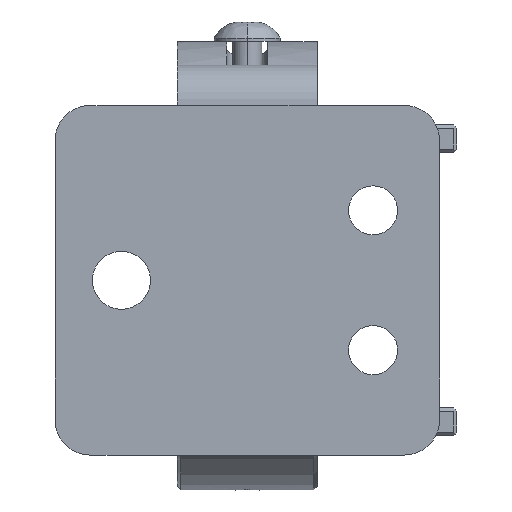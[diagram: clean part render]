
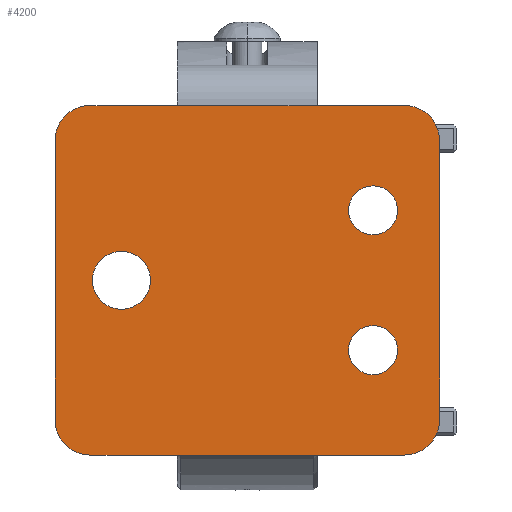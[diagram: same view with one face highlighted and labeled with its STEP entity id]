
A CAD part, left-side view. The second image highlights one B-rep face of the part: STEP entity #4200.
In plain terms, the highlighted planar face has unit normal (-1, 0, 0).
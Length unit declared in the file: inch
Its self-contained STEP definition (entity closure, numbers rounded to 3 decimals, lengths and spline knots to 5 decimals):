
#1047=DIRECTION('',(0.,-1.,0.));
#1048=VECTOR('',#1047,0.49213);
#1049=CARTESIAN_POINT('',(0.,-1.47638,0.));
#1050=LINE('',#1049,#1048);
#1051=CARTESIAN_POINT('',(0.,-1.9685,-0.19685));
#1052=DIRECTION('',(1.,0.,0.));
#1053=DIRECTION('',(0.,0.,1.));
#1054=AXIS2_PLACEMENT_3D('',#1051,#1052,#1053);
#1056=DIRECTION('',(0.,0.,-1.));
#1057=VECTOR('',#1056,1.5748);
#1058=CARTESIAN_POINT('',(0.,-2.16535,-0.19685));
#1059=LINE('',#1058,#1057);
#1060=CARTESIAN_POINT('',(0.,-1.9685,-1.77165));
#1061=DIRECTION('',(1.,0.,0.));
#1062=DIRECTION('',(0.,-1.,0.));
#1063=AXIS2_PLACEMENT_3D('',#1060,#1061,#1062);
#1065=DIRECTION('',(0.,1.,0.));
#1066=VECTOR('',#1065,1.77165);
#1067=CARTESIAN_POINT('',(0.,-1.9685,-1.9685));
#1068=LINE('',#1067,#1066);
#1069=CARTESIAN_POINT('',(0.,-0.19685,-1.77165));
#1070=DIRECTION('',(1.,0.,0.));
#1071=DIRECTION('',(0.,0.,-1.));
#1072=AXIS2_PLACEMENT_3D('',#1069,#1070,#1071);
#1074=DIRECTION('',(0.,0.,1.));
#1075=VECTOR('',#1074,1.5748);
#1076=CARTESIAN_POINT('',(0.,0.,-1.77165));
#1077=LINE('',#1076,#1075);
#1078=CARTESIAN_POINT('',(0.,-0.19685,-0.19685));
#1079=DIRECTION('',(1.,0.,0.));
#1080=DIRECTION('',(0.,1.,0.));
#1081=AXIS2_PLACEMENT_3D('',#1078,#1079,#1080);
#1083=DIRECTION('',(0.,-1.,0.));
#1084=VECTOR('',#1083,0.49213);
#1085=CARTESIAN_POINT('',(0.,-0.19685,0.));
#1086=LINE('',#1085,#1084);
#1087=CARTESIAN_POINT('',(0.,-1.79134,-0.59055));
#1088=DIRECTION('',(1.,0.,0.));
#1089=DIRECTION('',(0.,0.,-1.));
#1090=AXIS2_PLACEMENT_3D('',#1087,#1088,#1089);
#1092=CARTESIAN_POINT('',(0.,-1.79134,-0.59055));
#1093=DIRECTION('',(1.,0.,0.));
#1094=DIRECTION('',(0.,0.,1.));
#1095=AXIS2_PLACEMENT_3D('',#1092,#1093,#1094);
#1097=CARTESIAN_POINT('',(0.,-1.79134,-1.37795));
#1098=DIRECTION('',(1.,0.,0.));
#1099=DIRECTION('',(0.,0.,-1.));
#1100=AXIS2_PLACEMENT_3D('',#1097,#1098,#1099);
#1102=CARTESIAN_POINT('',(0.,-1.79134,-1.37795));
#1103=DIRECTION('',(1.,0.,0.));
#1104=DIRECTION('',(0.,0.,1.));
#1105=AXIS2_PLACEMENT_3D('',#1102,#1103,#1104);
#1107=CARTESIAN_POINT('',(0.,-0.37402,-0.98425));
#1108=DIRECTION('',(1.,0.,0.));
#1109=DIRECTION('',(0.,0.,-1.));
#1110=AXIS2_PLACEMENT_3D('',#1107,#1108,#1109);
#1112=CARTESIAN_POINT('',(0.,-0.37402,-0.98425));
#1113=DIRECTION('',(1.,0.,0.));
#1114=DIRECTION('',(0.,0.,1.));
#1115=AXIS2_PLACEMENT_3D('',#1112,#1113,#1114);
#1117=DIRECTION('',(0.,-1.,0.));
#1118=VECTOR('',#1117,0.7874);
#1119=CARTESIAN_POINT('',(0.,-0.68898,0.));
#1120=LINE('',#1119,#1118);
#2565=CARTESIAN_POINT('',(0.,0.,-1.77165));
#2566=CARTESIAN_POINT('',(0.,0.,-0.19685));
#2567=VERTEX_POINT('',#2565);
#2568=VERTEX_POINT('',#2566);
#2569=CARTESIAN_POINT('',(0.,-2.16535,-0.19685));
#2570=CARTESIAN_POINT('',(0.,-2.16535,-1.77165));
#2571=VERTEX_POINT('',#2569);
#2572=VERTEX_POINT('',#2570);
#2573=CARTESIAN_POINT('',(0.,-1.9685,-1.9685));
#2574=CARTESIAN_POINT('',(0.,-0.19685,-1.9685));
#2575=VERTEX_POINT('',#2573);
#2576=VERTEX_POINT('',#2574);
#2578=CARTESIAN_POINT('',(0.,-1.9685,0.));
#2580=VERTEX_POINT('',#2578);
#2583=CARTESIAN_POINT('',(0.,-0.19685,0.));
#2584=VERTEX_POINT('',#2583);
#2597=CARTESIAN_POINT('',(0.,-0.37402,-1.14764));
#2598=CARTESIAN_POINT('',(0.,-0.37402,-0.82087));
#2599=VERTEX_POINT('',#2597);
#2600=VERTEX_POINT('',#2598);
#2601=CARTESIAN_POINT('',(0.,-1.79134,-1.51575));
#2602=CARTESIAN_POINT('',(0.,-1.79134,-1.24016));
#2603=VERTEX_POINT('',#2601);
#2604=VERTEX_POINT('',#2602);
#2605=CARTESIAN_POINT('',(0.,-1.79134,-0.72835));
#2606=CARTESIAN_POINT('',(0.,-1.79134,-0.45276));
#2607=VERTEX_POINT('',#2605);
#2608=VERTEX_POINT('',#2606);
#2621=CARTESIAN_POINT('',(0.,-0.68898,0.));
#2623=VERTEX_POINT('',#2621);
#2627=CARTESIAN_POINT('',(0.,-1.47638,0.));
#2629=VERTEX_POINT('',#2627);
#4164=CARTESIAN_POINT('',(0.,0.,-1.9685));
#4165=DIRECTION('',(1.,0.,0.));
#4166=DIRECTION('',(0.,0.,1.));
#4167=AXIS2_PLACEMENT_3D('',#4164,#4165,#4166);
#4168=PLANE('',#4167);
#4170=ORIENTED_EDGE('',*,*,#4169,.T.);
#4171=ORIENTED_EDGE('',*,*,#4047,.T.);
#4172=ORIENTED_EDGE('',*,*,#4061,.T.);
#4173=ORIENTED_EDGE('',*,*,#4075,.T.);
#4174=ORIENTED_EDGE('',*,*,#4089,.T.);
#4175=ORIENTED_EDGE('',*,*,#4103,.T.);
#4176=ORIENTED_EDGE('',*,*,#4117,.T.);
#4177=ORIENTED_EDGE('',*,*,#4131,.T.);
#4178=ORIENTED_EDGE('',*,*,#4145,.T.);
#4179=ORIENTED_EDGE('',*,*,#4158,.T.);
#4180=EDGE_LOOP('',(#4170,#4171,#4172,#4173,#4174,#4175,#4176,#4177,#4178,
#4179));
#4181=FACE_OUTER_BOUND('',#4180,.F.);
#4183=ORIENTED_EDGE('',*,*,#4182,.F.);
#4185=ORIENTED_EDGE('',*,*,#4184,.F.);
#4186=EDGE_LOOP('',(#4183,#4185));
#4187=FACE_BOUND('',#4186,.F.);
#4189=ORIENTED_EDGE('',*,*,#4188,.F.);
#4191=ORIENTED_EDGE('',*,*,#4190,.F.);
#4192=EDGE_LOOP('',(#4189,#4191));
#4193=FACE_BOUND('',#4192,.F.);
#4195=ORIENTED_EDGE('',*,*,#4194,.F.);
#4197=ORIENTED_EDGE('',*,*,#4196,.F.);
#4198=EDGE_LOOP('',(#4195,#4197));
#4199=FACE_BOUND('',#4198,.F.);
#4200=ADVANCED_FACE('',(#4181,#4187,#4193,#4199),#4168,.F.);
#1055=CIRCLE('',#1054,0.19685);
#1064=CIRCLE('',#1063,0.19685);
#1073=CIRCLE('',#1072,0.19685);
#1082=CIRCLE('',#1081,0.19685);
#1091=CIRCLE('',#1090,0.1378);
#1096=CIRCLE('',#1095,0.1378);
#1101=CIRCLE('',#1100,0.1378);
#1106=CIRCLE('',#1105,0.1378);
#1111=CIRCLE('',#1110,0.16339);
#1116=CIRCLE('',#1115,0.16339);
#4047=EDGE_CURVE('',#2629,#2580,#1050,.T.);
#4061=EDGE_CURVE('',#2580,#2571,#1055,.T.);
#4075=EDGE_CURVE('',#2571,#2572,#1059,.T.);
#4089=EDGE_CURVE('',#2572,#2575,#1064,.T.);
#4103=EDGE_CURVE('',#2575,#2576,#1068,.T.);
#4117=EDGE_CURVE('',#2576,#2567,#1073,.T.);
#4131=EDGE_CURVE('',#2567,#2568,#1077,.T.);
#4145=EDGE_CURVE('',#2568,#2584,#1082,.T.);
#4158=EDGE_CURVE('',#2584,#2623,#1086,.T.);
#4169=EDGE_CURVE('',#2623,#2629,#1120,.T.);
#4182=EDGE_CURVE('',#2607,#2608,#1091,.T.);
#4184=EDGE_CURVE('',#2608,#2607,#1096,.T.);
#4188=EDGE_CURVE('',#2603,#2604,#1101,.T.);
#4190=EDGE_CURVE('',#2604,#2603,#1106,.T.);
#4194=EDGE_CURVE('',#2599,#2600,#1111,.T.);
#4196=EDGE_CURVE('',#2600,#2599,#1116,.T.);
